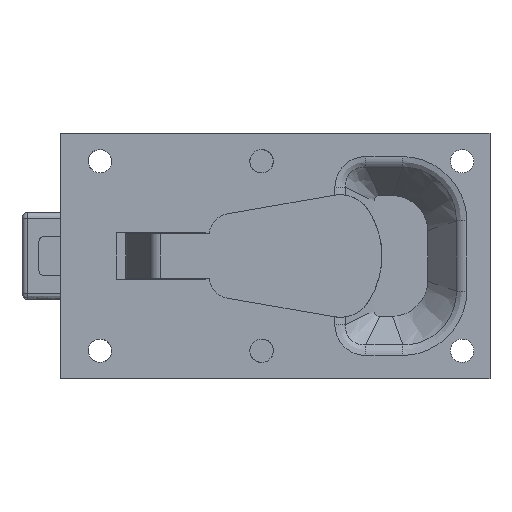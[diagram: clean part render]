
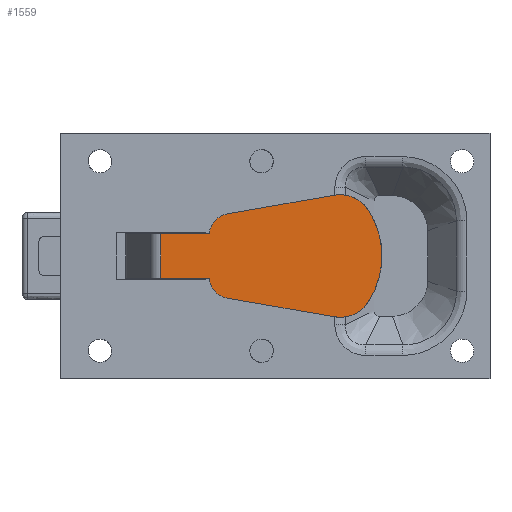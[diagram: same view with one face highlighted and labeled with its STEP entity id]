
A CAD part, front view. The second image highlights one B-rep face of the part: STEP entity #1559.
In plain terms, the highlighted free-form (B-spline) face has degree [1, 1] with [2, 2] control points.
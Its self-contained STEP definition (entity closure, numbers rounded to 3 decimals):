
#1315=CARTESIAN_POINT('',(-0.532,-2.0,-2.0));
#1316=VERTEX_POINT('',#1315);
#1330=CARTESIAN_POINT('',(-0.532,-2.0,2.0));
#1331=VERTEX_POINT('',#1330);
#1332=CARTESIAN_POINT('',(-0.532,-2.0,2.0));
#1333=CARTESIAN_POINT('',(-0.532,-2.0,-2.0));
#1334=QUASI_UNIFORM_CURVE('',1,(#1332,#1333),.UNSPECIFIED.,.F.,.U.);
#1335=EDGE_CURVE('',#1331,#1316,#1334,.T.);
#1443=CARTESIAN_POINT('',(-1.523,-2.0,6.049));
#1444=CARTESIAN_POINT('',(20.291,-2.0,6.049));
#1445=CARTESIAN_POINT('',(-1.523,-2.0,-6.049));
#1446=CARTESIAN_POINT('',(20.291,-2.0,-6.049));
#1447=B_SPLINE_SURFACE_WITH_KNOTS('',1,1,((#1443,#1445),(#1444,#1446)),.UNSPECIFIED.,.F.,.F.,.U.,(2,2),(2,2),(0.0,21.813),(0.0,12.098),.UNSPECIFIED.);
#1448=CARTESIAN_POINT('',(5.443,-2.0,3.786));
#1449=VERTEX_POINT('',#1448);
#1450=CARTESIAN_POINT('',(3.8,-2.0,2.));
#1451=VERTEX_POINT('',#1450);
#1452=CARTESIAN_POINT('',(5.443,-2.0,3.786));
#1453=CARTESIAN_POINT('',(3.94,-2.0,3.52));
#1454=CARTESIAN_POINT('',(3.8,-2.0,2.));
#1462=(BOUNDED_CURVE()B_SPLINE_CURVE(2,(#1452,#1453,#1454),.UNSPECIFIED.,.F.,.U.)CURVE()GEOMETRIC_REPRESENTATION_ITEM()QUASI_UNIFORM_CURVE()RATIONAL_B_SPLINE_CURVE((1.0,0.795,1.0))REPRESENTATION_ITEM(''));
#1463=EDGE_CURVE('',#1449,#1451,#1462,.T.);
#1464=ORIENTED_EDGE('',*,*,#1463,.T.);
#1465=CARTESIAN_POINT('',(3.8,-2.0,2.));
#1466=CARTESIAN_POINT('',(-0.532,-2.0,2.0));
#1467=QUASI_UNIFORM_CURVE('',1,(#1465,#1466),.UNSPECIFIED.,.F.,.U.);
#1468=EDGE_CURVE('',#1451,#1331,#1467,.T.);
#1469=ORIENTED_EDGE('',*,*,#1468,.T.);
#1470=ORIENTED_EDGE('',*,*,#1335,.T.);
#1471=CARTESIAN_POINT('',(3.8,-2.0,-2.0));
#1472=VERTEX_POINT('',#1471);
#1473=CARTESIAN_POINT('',(-0.532,-2.0,-2.0));
#1474=CARTESIAN_POINT('',(3.8,-2.0,-2.0));
#1475=QUASI_UNIFORM_CURVE('',1,(#1473,#1474),.UNSPECIFIED.,.F.,.U.);
#1476=EDGE_CURVE('',#1316,#1472,#1475,.T.);
#1477=ORIENTED_EDGE('',*,*,#1476,.T.);
#1478=CARTESIAN_POINT('',(5.448,-2.0,-3.787));
#1479=VERTEX_POINT('',#1478);
#1480=CARTESIAN_POINT('',(3.8,-2.0,-2.0));
#1481=CARTESIAN_POINT('',(3.94,-2.,-3.524));
#1482=CARTESIAN_POINT('',(5.448,-2.0,-3.787));
#1490=(BOUNDED_CURVE()B_SPLINE_CURVE(2,(#1480,#1481,#1482),.UNSPECIFIED.,.F.,.U.)CURVE()GEOMETRIC_REPRESENTATION_ITEM()QUASI_UNIFORM_CURVE()RATIONAL_B_SPLINE_CURVE((1.0,0.794,1.0))REPRESENTATION_ITEM(''));
#1491=EDGE_CURVE('',#1472,#1479,#1490,.T.);
#1492=ORIENTED_EDGE('',*,*,#1491,.T.);
#1493=CARTESIAN_POINT('',(5.457,-2.0,-3.789));
#1494=VERTEX_POINT('',#1493);
#1495=CARTESIAN_POINT('',(5.448,-2.0,-3.787));
#1496=CARTESIAN_POINT('',(5.457,-2.0,-3.789));
#1497=QUASI_UNIFORM_CURVE('',1,(#1495,#1496),.UNSPECIFIED.,.F.,.U.);
#1498=EDGE_CURVE('',#1479,#1494,#1497,.T.);
#1499=ORIENTED_EDGE('',*,*,#1498,.T.);
#1500=CARTESIAN_POINT('',(15.027,-2.0,-5.456));
#1501=VERTEX_POINT('',#1500);
#1502=CARTESIAN_POINT('',(5.457,-2.0,-3.789));
#1503=CARTESIAN_POINT('',(15.027,-2.0,-5.456));
#1504=QUASI_UNIFORM_CURVE('',1,(#1502,#1503),.UNSPECIFIED.,.F.,.U.);
#1505=EDGE_CURVE('',#1494,#1501,#1504,.T.);
#1506=ORIENTED_EDGE('',*,*,#1505,.T.);
#1507=CARTESIAN_POINT('',(18.036,-2.0,-4.167));
#1508=VERTEX_POINT('',#1507);
#1509=CARTESIAN_POINT('',(15.027,-2.0,-5.456));
#1510=CARTESIAN_POINT('',(16.951,-2.0,-5.791));
#1511=CARTESIAN_POINT('',(18.036,-2.0,-4.167));
#1519=(BOUNDED_CURVE()B_SPLINE_CURVE(2,(#1509,#1510,#1511),.UNSPECIFIED.,.F.,.U.)CURVE()GEOMETRIC_REPRESENTATION_ITEM()QUASI_UNIFORM_CURVE()RATIONAL_B_SPLINE_CURVE((1.0,0.838,1.0))REPRESENTATION_ITEM(''));
#1520=EDGE_CURVE('',#1501,#1508,#1519,.T.);
#1521=ORIENTED_EDGE('',*,*,#1520,.T.);
#1522=CARTESIAN_POINT('',(18.036,-2.0,4.167));
#1523=VERTEX_POINT('',#1522);
#1524=CARTESIAN_POINT('',(18.036,-2.0,-4.167));
#1525=CARTESIAN_POINT('',(20.82,-2.,0.));
#1526=CARTESIAN_POINT('',(18.036,-2.0,4.167));
#1534=(BOUNDED_CURVE()B_SPLINE_CURVE(2,(#1524,#1525,#1526),.UNSPECIFIED.,.F.,.U.)CURVE()GEOMETRIC_REPRESENTATION_ITEM()QUASI_UNIFORM_CURVE()RATIONAL_B_SPLINE_CURVE((1.0,0.831,1.0))REPRESENTATION_ITEM(''));
#1535=EDGE_CURVE('',#1508,#1523,#1534,.T.);
#1536=ORIENTED_EDGE('',*,*,#1535,.T.);
#1537=CARTESIAN_POINT('',(15.032,-2.0,5.456));
#1538=VERTEX_POINT('',#1537);
#1539=CARTESIAN_POINT('',(18.036,-2.0,4.167));
#1540=CARTESIAN_POINT('',(16.953,-2.0,5.788));
#1541=CARTESIAN_POINT('',(15.032,-2.0,5.456));
#1549=(BOUNDED_CURVE()B_SPLINE_CURVE(2,(#1539,#1540,#1541),.UNSPECIFIED.,.F.,.U.)CURVE()GEOMETRIC_REPRESENTATION_ITEM()QUASI_UNIFORM_CURVE()RATIONAL_B_SPLINE_CURVE((1.0,0.839,1.0))REPRESENTATION_ITEM(''));
#1550=EDGE_CURVE('',#1523,#1538,#1549,.T.);
#1551=ORIENTED_EDGE('',*,*,#1550,.T.);
#1552=CARTESIAN_POINT('',(15.032,-2.0,5.456));
#1553=CARTESIAN_POINT('',(5.443,-2.0,3.786));
#1554=QUASI_UNIFORM_CURVE('',1,(#1552,#1553),.UNSPECIFIED.,.F.,.U.);
#1555=EDGE_CURVE('',#1538,#1449,#1554,.T.);
#1556=ORIENTED_EDGE('',*,*,#1555,.T.);
#1557=EDGE_LOOP('',(#1464,#1469,#1470,#1477,#1492,#1499,#1506,#1521,#1536,#1551,#1556));
#1558=FACE_OUTER_BOUND('',#1557,.T.);
#1559=ADVANCED_FACE('',(#1558),#1447,.F.);
